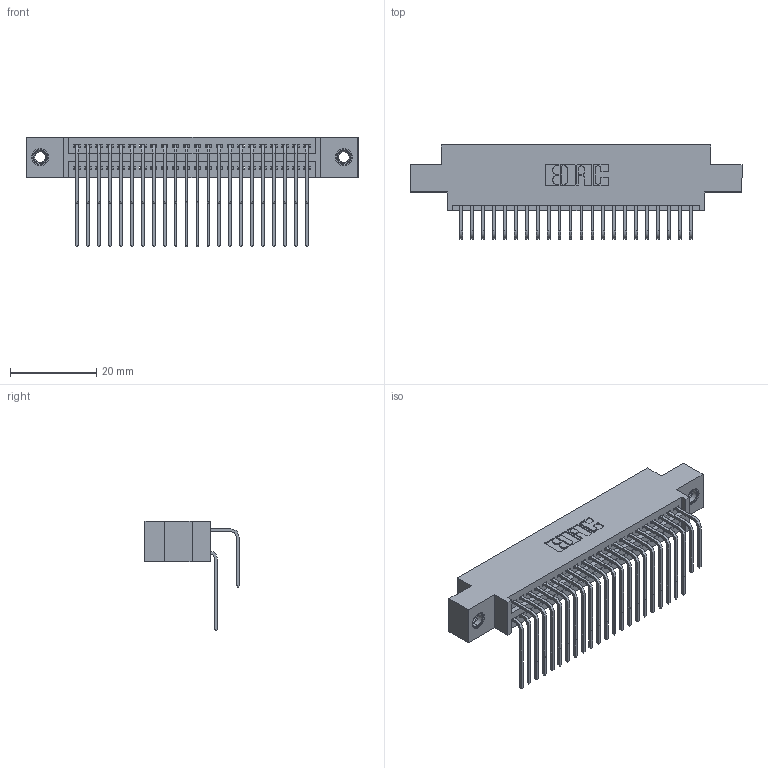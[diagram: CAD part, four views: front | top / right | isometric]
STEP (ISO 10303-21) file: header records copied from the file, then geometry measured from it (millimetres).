
FILE_DESCRIPTION (( 'STEP AP203' ), '1' );
FILE_NAME ('345-044-558-807.STEP', '2019-10-29T00:40:36', ( '' ), ( '' ), 'SwSTEP 2.0', 'SolidWorks 2016', '' );
FILE_SCHEMA (( 'CONFIG_CONTROL_DESIGN' ));
Length unit declared in the file: inch
Products named in the file (5): 345-250-001_345-250-005-103; 345 Part_0.170 Offset - 0.156 Dia-TI; 345-044-558-807; 345-292-001_558 559 Tail - 1; 345-292-001_558 Tail - 2
Assembly tree (47 placements, depth 2):
  345-044-558-807
    345 Part_0.170 Offset - 0.156 Dia-TI
    345-292-001_558 559 Tail - 1  x22
    345-292-001_558 Tail - 2  x22
    345-250-001_345-250-005-103  x2
Bounding box: 77.09 x 21.83 x 25.53 mm (x, y, z)
Volume: 7429.8 mm3; surface area: 11960 mm2
Topology: 47 solids, 47 shells, 2478 faces, 7309 edges, 4806 vertices
Faces by surface type: plane 1656, cylinder 806, cone 12, torus 4
Entity records: 22924 total; most frequent: CARTESIAN_POINT 3890, ORIENTED_EDGE 3766, DIRECTION 3453, EDGE_CURVE 1883, LINE 1603, VECTOR 1603, VERTEX_POINT 1248, AXIS2_PLACEMENT_3D 925
